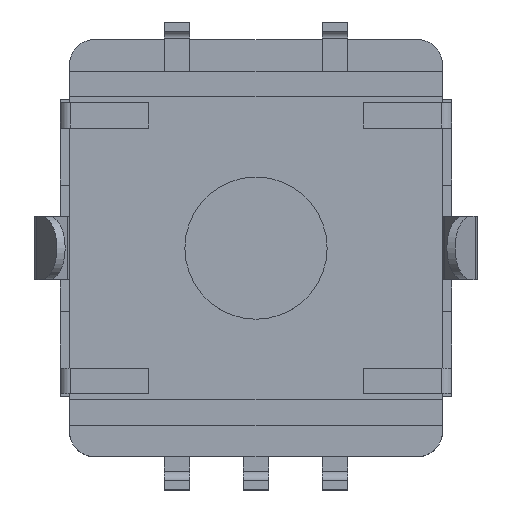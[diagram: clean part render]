
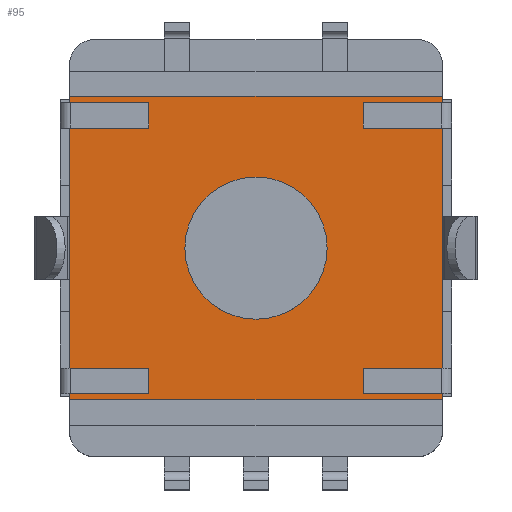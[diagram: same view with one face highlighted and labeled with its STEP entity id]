
A CAD part, top view. The second image highlights one B-rep face of the part: STEP entity #95.
In plain terms, the highlighted planar face has unit normal (0, 0, 1).
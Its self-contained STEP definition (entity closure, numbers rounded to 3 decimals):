
#95=ADVANCED_FACE('',(#304,#305),#306,.F.);
#304=FACE_OUTER_BOUND('',#689,.T.);
#305=FACE_BOUND('',#690,.T.);
#306=PLANE('',#691);
#689=EDGE_LOOP('',(#1178,#1179,#1180,#1181,#1182,#1183,#1184,#1185,#1186,#1187,#1188,#1189,#1190,#1191,#1192,#1193,#1194,#1195,#1196,#1197,#1198,#1199,#1200,#1201));
#690=EDGE_LOOP('',(#1202,#1203));
#691=AXIS2_PLACEMENT_3D('',#1204,#1205,#1206);
#1178=ORIENTED_EDGE('',*,*,#2683,.T.);
#1179=ORIENTED_EDGE('',*,*,#2684,.F.);
#1180=ORIENTED_EDGE('',*,*,#2685,.F.);
#1181=ORIENTED_EDGE('',*,*,#2682,.F.);
#1182=ORIENTED_EDGE('',*,*,#2679,.T.);
#1183=ORIENTED_EDGE('',*,*,#2686,.F.);
#1184=ORIENTED_EDGE('',*,*,#2687,.F.);
#1185=ORIENTED_EDGE('',*,*,#2688,.F.);
#1186=ORIENTED_EDGE('',*,*,#2689,.F.);
#1187=ORIENTED_EDGE('',*,*,#2690,.F.);
#1188=ORIENTED_EDGE('',*,*,#2691,.T.);
#1189=ORIENTED_EDGE('',*,*,#2692,.F.);
#1190=ORIENTED_EDGE('',*,*,#2693,.F.);
#1191=ORIENTED_EDGE('',*,*,#2694,.F.);
#1192=ORIENTED_EDGE('',*,*,#2695,.F.);
#1193=ORIENTED_EDGE('',*,*,#2696,.F.);
#1194=ORIENTED_EDGE('',*,*,#2697,.T.);
#1195=ORIENTED_EDGE('',*,*,#2698,.F.);
#1196=ORIENTED_EDGE('',*,*,#2699,.T.);
#1197=ORIENTED_EDGE('',*,*,#2700,.F.);
#1198=ORIENTED_EDGE('',*,*,#2701,.F.);
#1199=ORIENTED_EDGE('',*,*,#2702,.F.);
#1200=ORIENTED_EDGE('',*,*,#2703,.T.);
#1201=ORIENTED_EDGE('',*,*,#2704,.F.);
#1202=ORIENTED_EDGE('',*,*,#2705,.F.);
#1203=ORIENTED_EDGE('',*,*,#2706,.F.);
#1204=CARTESIAN_POINT('',(0.0,0.0,-0.3));
#1205=DIRECTION('',(0.0,0.0,-1.0));
#1206=DIRECTION('',(0.0,-1.0,0.0));
#2679=EDGE_CURVE('',#3250,#3248,#3251,.T.);
#2682=EDGE_CURVE('',#3250,#3253,#3255,.T.);
#2683=EDGE_CURVE('',#3256,#3257,#3258,.T.);
#2684=EDGE_CURVE('',#3259,#3257,#3260,.T.);
#2685=EDGE_CURVE('',#3253,#3259,#3261,.T.);
#2686=EDGE_CURVE('',#3262,#3248,#3263,.T.);
#2687=EDGE_CURVE('',#3264,#3262,#3265,.T.);
#2688=EDGE_CURVE('',#3266,#3264,#3267,.T.);
#2689=EDGE_CURVE('',#3268,#3266,#3269,.T.);
#2690=EDGE_CURVE('',#3270,#3268,#3271,.T.);
#2691=EDGE_CURVE('',#3270,#3272,#3273,.T.);
#2692=EDGE_CURVE('',#3274,#3272,#3275,.T.);
#2693=EDGE_CURVE('',#3276,#3274,#3277,.T.);
#2694=EDGE_CURVE('',#3278,#3276,#3279,.T.);
#2695=EDGE_CURVE('',#3280,#3278,#3281,.T.);
#2696=EDGE_CURVE('',#3282,#3280,#3283,.T.);
#2697=EDGE_CURVE('',#3282,#3284,#3285,.T.);
#2698=EDGE_CURVE('',#3286,#3284,#3287,.T.);
#2699=EDGE_CURVE('',#3286,#3288,#3289,.T.);
#2700=EDGE_CURVE('',#3290,#3288,#3291,.T.);
#2701=EDGE_CURVE('',#3292,#3290,#3293,.T.);
#2702=EDGE_CURVE('',#3294,#3292,#3295,.T.);
#2703=EDGE_CURVE('',#3294,#3296,#3297,.T.);
#2704=EDGE_CURVE('',#3256,#3296,#3298,.T.);
#2705=EDGE_CURVE('',#3299,#3300,#3301,.T.);
#2706=EDGE_CURVE('',#3300,#3299,#3302,.T.);
#3248=VERTEX_POINT('',#4126);
#3250=VERTEX_POINT('',#4129);
#3251=LINE('',#4130,#4131);
#3253=VERTEX_POINT('',#4134);
#3255=LINE('',#4137,#4138);
#3256=VERTEX_POINT('',#4139);
#3257=VERTEX_POINT('',#4140);
#3258=LINE('',#4141,#4142);
#3259=VERTEX_POINT('',#4143);
#3260=LINE('',#4144,#4145);
#3261=LINE('',#4146,#4147);
#3262=VERTEX_POINT('',#4148);
#3263=LINE('',#4149,#4150);
#3264=VERTEX_POINT('',#4151);
#3265=LINE('',#4152,#4153);
#3266=VERTEX_POINT('',#4154);
#3267=LINE('',#4155,#4156);
#3268=VERTEX_POINT('',#4157);
#3269=LINE('',#4158,#4159);
#3270=VERTEX_POINT('',#4160);
#3271=LINE('',#4161,#4162);
#3272=VERTEX_POINT('',#4163);
#3273=LINE('',#4164,#4165);
#3274=VERTEX_POINT('',#4166);
#3275=LINE('',#4167,#4168);
#3276=VERTEX_POINT('',#4169);
#3277=LINE('',#4170,#4171);
#3278=VERTEX_POINT('',#4172);
#3279=LINE('',#4173,#4174);
#3280=VERTEX_POINT('',#4175);
#3281=LINE('',#4176,#4177);
#3282=VERTEX_POINT('',#4178);
#3283=LINE('',#4179,#4180);
#3284=VERTEX_POINT('',#4181);
#3285=LINE('',#4182,#4183);
#3286=VERTEX_POINT('',#4184);
#3287=LINE('',#4185,#4186);
#3288=VERTEX_POINT('',#4187);
#3289=LINE('',#4188,#4189);
#3290=VERTEX_POINT('',#4190);
#3291=LINE('',#4191,#4192);
#3292=VERTEX_POINT('',#4193);
#3293=LINE('',#4194,#4195);
#3294=VERTEX_POINT('',#4196);
#3295=LINE('',#4197,#4198);
#3296=VERTEX_POINT('',#4199);
#3297=LINE('',#4200,#4201);
#3298=LINE('',#4202,#4203);
#3299=VERTEX_POINT('',#4204);
#3300=VERTEX_POINT('',#4205);
#3301=CIRCLE('',#4206,2.25);
#3302=CIRCLE('',#4207,2.25);
#4126=CARTESIAN_POINT('',(-5.9,-4.6,-0.3));
#4129=CARTESIAN_POINT('',(-3.4,-4.6,-0.3));
#4130=CARTESIAN_POINT('',(-3.4,-4.6,-0.3));
#4131=VECTOR('',#5295,2.5);
#4134=CARTESIAN_POINT('',(-3.4,-3.8,-0.3));
#4137=CARTESIAN_POINT('',(-3.4,-4.6,-0.3));
#4138=VECTOR('',#5298,0.8);
#4139=CARTESIAN_POINT('',(-5.9,1.0,-0.3));
#4140=CARTESIAN_POINT('',(-5.9,-1.0,-0.3));
#4141=CARTESIAN_POINT('',(-5.9,1.0,-0.3));
#4142=VECTOR('',#5299,2.0);
#4143=CARTESIAN_POINT('',(-5.9,-3.8,-0.3));
#4144=CARTESIAN_POINT('',(-5.9,-3.8,-0.3));
#4145=VECTOR('',#5300,2.8);
#4146=CARTESIAN_POINT('',(-3.4,-3.8,-0.3));
#4147=VECTOR('',#5301,2.5);
#4148=CARTESIAN_POINT('',(-5.9,-4.8,-0.3));
#4149=CARTESIAN_POINT('',(-5.9,-4.8,-0.3));
#4150=VECTOR('',#5302,0.2);
#4151=CARTESIAN_POINT('',(5.9,-4.8,-0.3));
#4152=CARTESIAN_POINT('',(5.9,-4.8,-0.3));
#4153=VECTOR('',#5303,11.8);
#4154=CARTESIAN_POINT('',(5.9,-4.6,-0.3));
#4155=CARTESIAN_POINT('',(5.9,-4.6,-0.3));
#4156=VECTOR('',#5304,0.2);
#4157=CARTESIAN_POINT('',(3.4,-4.6,-0.3));
#4158=CARTESIAN_POINT('',(3.4,-4.6,-0.3));
#4159=VECTOR('',#5305,2.5);
#4160=CARTESIAN_POINT('',(3.4,-3.8,-0.3));
#4161=CARTESIAN_POINT('',(3.4,-3.8,-0.3));
#4162=VECTOR('',#5306,0.8);
#4163=CARTESIAN_POINT('',(5.9,-3.8,-0.3));
#4164=CARTESIAN_POINT('',(3.4,-3.8,-0.3));
#4165=VECTOR('',#5307,2.5);
#4166=CARTESIAN_POINT('',(5.9,-1.0,-0.3));
#4167=CARTESIAN_POINT('',(5.9,-1.0,-0.3));
#4168=VECTOR('',#5308,2.8);
#4169=CARTESIAN_POINT('',(5.9,1.0,-0.3));
#4170=CARTESIAN_POINT('',(5.9,1.0,-0.3));
#4171=VECTOR('',#5309,2.0);
#4172=CARTESIAN_POINT('',(5.9,3.8,-0.3));
#4173=CARTESIAN_POINT('',(5.9,3.8,-0.3));
#4174=VECTOR('',#5310,2.8);
#4175=CARTESIAN_POINT('',(3.4,3.8,-0.3));
#4176=CARTESIAN_POINT('',(3.4,3.8,-0.3));
#4177=VECTOR('',#5311,2.5);
#4178=CARTESIAN_POINT('',(3.4,4.6,-0.3));
#4179=CARTESIAN_POINT('',(3.4,4.6,-0.3));
#4180=VECTOR('',#5312,0.8);
#4181=CARTESIAN_POINT('',(5.9,4.6,-0.3));
#4182=CARTESIAN_POINT('',(3.4,4.6,-0.3));
#4183=VECTOR('',#5313,2.5);
#4184=CARTESIAN_POINT('',(5.9,4.8,-0.3));
#4185=CARTESIAN_POINT('',(5.9,4.8,-0.3));
#4186=VECTOR('',#5314,0.2);
#4187=CARTESIAN_POINT('',(-5.9,4.8,-0.3));
#4188=CARTESIAN_POINT('',(5.9,4.8,-0.3));
#4189=VECTOR('',#5315,11.8);
#4190=CARTESIAN_POINT('',(-5.9,4.6,-0.3));
#4191=CARTESIAN_POINT('',(-5.9,4.6,-0.3));
#4192=VECTOR('',#5316,0.2);
#4193=CARTESIAN_POINT('',(-3.4,4.6,-0.3));
#4194=CARTESIAN_POINT('',(-3.4,4.6,-0.3));
#4195=VECTOR('',#5317,2.5);
#4196=CARTESIAN_POINT('',(-3.4,3.8,-0.3));
#4197=CARTESIAN_POINT('',(-3.4,3.8,-0.3));
#4198=VECTOR('',#5318,0.8);
#4199=CARTESIAN_POINT('',(-5.9,3.8,-0.3));
#4200=CARTESIAN_POINT('',(-3.4,3.8,-0.3));
#4201=VECTOR('',#5319,2.5);
#4202=CARTESIAN_POINT('',(-5.9,1.0,-0.3));
#4203=VECTOR('',#5320,2.8);
#4204=CARTESIAN_POINT('',(0.0,-2.25,-0.3));
#4205=CARTESIAN_POINT('',(0.0,2.25,-0.3));
#4206=AXIS2_PLACEMENT_3D('',#5321,#5322,#5323);
#4207=AXIS2_PLACEMENT_3D('',#5324,#5325,#5326);
#5295=DIRECTION('',(-1.0,0.0,0.0));
#5298=DIRECTION('',(0.0,1.0,0.0));
#5299=DIRECTION('',(0.0,-1.0,0.0));
#5300=DIRECTION('',(0.0,1.0,0.0));
#5301=DIRECTION('',(-1.0,0.0,0.0));
#5302=DIRECTION('',(0.0,1.0,0.0));
#5303=DIRECTION('',(-1.0,0.0,0.0));
#5304=DIRECTION('',(0.0,-1.0,0.0));
#5305=DIRECTION('',(1.0,0.0,0.0));
#5306=DIRECTION('',(0.0,-1.0,0.0));
#5307=DIRECTION('',(1.0,0.0,0.0));
#5308=DIRECTION('',(0.0,-1.0,0.0));
#5309=DIRECTION('',(0.0,-1.0,0.0));
#5310=DIRECTION('',(0.0,-1.0,0.0));
#5311=DIRECTION('',(1.0,0.0,0.0));
#5312=DIRECTION('',(0.0,-1.0,0.0));
#5313=DIRECTION('',(1.0,0.0,0.0));
#5314=DIRECTION('',(0.0,-1.0,0.0));
#5315=DIRECTION('',(-1.0,0.0,0.0));
#5316=DIRECTION('',(0.0,1.0,0.0));
#5317=DIRECTION('',(-1.0,0.0,0.0));
#5318=DIRECTION('',(0.0,1.0,0.0));
#5319=DIRECTION('',(-1.0,0.0,0.0));
#5320=DIRECTION('',(0.0,1.0,0.0));
#5321=CARTESIAN_POINT('',(0.0,0.0,-0.3));
#5322=DIRECTION('',(0.0,0.0,1.0));
#5323=DIRECTION('',(0.0,-1.0,0.0));
#5324=CARTESIAN_POINT('',(0.0,0.0,-0.3));
#5325=DIRECTION('',(0.0,-0.0,1.0));
#5326=DIRECTION('',(0.0,1.0,0.0));
